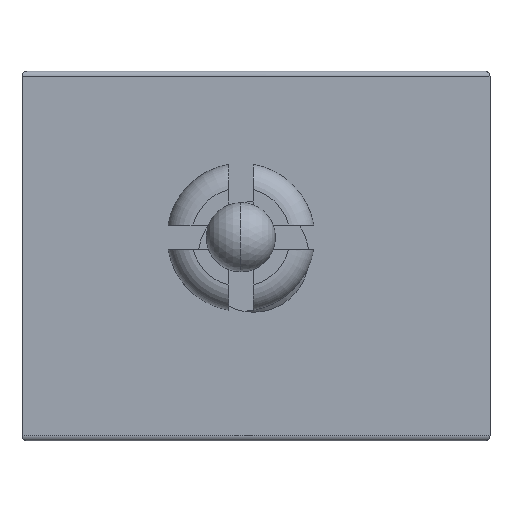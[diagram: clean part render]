
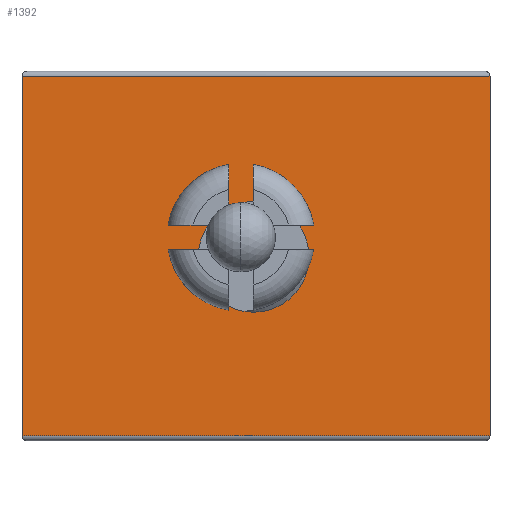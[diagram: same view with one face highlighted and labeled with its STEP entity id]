
A CAD part, front view. The second image highlights one B-rep face of the part: STEP entity #1392.
In plain terms, the highlighted planar face has unit normal (0, -1, 0).
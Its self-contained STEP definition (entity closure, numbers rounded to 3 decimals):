
#17 = EDGE_CURVE ( 'NONE', #461, #2625, #2371, .T. ) ;
#151 = CARTESIAN_POINT ( 'NONE',  ( 9.5, 0., 0. ) ) ;
#202 = VERTEX_POINT ( 'NONE', #1123 ) ;
#224 = VERTEX_POINT ( 'NONE', #720 ) ;
#452 = CARTESIAN_POINT ( 'NONE',  ( 0., 0., -7.3 ) ) ;
#461 = VERTEX_POINT ( 'NONE', #2670 ) ;
#504 = CARTESIAN_POINT ( 'NONE',  ( -9.5, 0., 0. ) ) ;
#513 = DIRECTION ( 'NONE',  ( -1., 0., 0. ) ) ;
#523 = AXIS2_PLACEMENT_3D ( 'NONE', #2341, #2323, #622 ) ;
#622 = DIRECTION ( 'NONE',  ( 0., 0., -1. ) ) ;
#695 = LINE ( 'NONE', #452, #1458 ) ;
#720 = CARTESIAN_POINT ( 'NONE',  ( -0.098, 0., 2.217 ) ) ;
#801 = DIRECTION ( 'NONE',  ( 0., 1., 0. ) ) ;
#870 = CIRCLE ( 'NONE', #2103, 2.25 ) ;
#891 = DIRECTION ( 'NONE',  ( 0., 0., 1. ) ) ;
#904 = EDGE_CURVE ( 'NONE', #202, #461, #695, .T. ) ;
#1123 = CARTESIAN_POINT ( 'NONE',  ( -9.5, 0., -7.3 ) ) ;
#1207 = ORIENTED_EDGE ( 'NONE', *, *, #2931, .T. ) ;
#1309 = ORIENTED_EDGE ( 'NONE', *, *, #1884, .T. ) ;
#1341 = CARTESIAN_POINT ( 'NONE',  ( -0.098, 0., -0.033 ) ) ;
#1367 = EDGE_CURVE ( 'NONE', #224, #2652, #3156, .T. ) ;
#1392 = ADVANCED_FACE ( 'NONE', ( #1801, #3088 ), #1588, .T. ) ;
#1430 = VECTOR ( 'NONE', #513, 1000. ) ;
#1458 = VECTOR ( 'NONE', #1680, 1000. ) ;
#1486 = DIRECTION ( 'NONE',  ( 0., 0., -1. ) ) ;
#1497 = AXIS2_PLACEMENT_3D ( 'NONE', #1341, #2826, #3017 ) ;
#1501 = LINE ( 'NONE', #504, #3034 ) ;
#1532 = CARTESIAN_POINT ( 'NONE',  ( 9.5, 0., 7.3 ) ) ;
#1588 = PLANE ( 'NONE',  #523 ) ;
#1680 = DIRECTION ( 'NONE',  ( 1., 0., 0. ) ) ;
#1706 = EDGE_CURVE ( 'NONE', #2652, #224, #870, .T. ) ;
#1722 = EDGE_LOOP ( 'NONE', ( #2978, #1309, #1207, #2256 ) ) ;
#1748 = CARTESIAN_POINT ( 'NONE',  ( -0.098, 0., -2.283 ) ) ;
#1801 = FACE_BOUND ( 'NONE', #2201, .T. ) ;
#1832 = ORIENTED_EDGE ( 'NONE', *, *, #1706, .T. ) ;
#1884 = EDGE_CURVE ( 'NONE', #2625, #2530, #2496, .T. ) ;
#2040 = CARTESIAN_POINT ( 'NONE',  ( -0.098, 0., -0.033 ) ) ;
#2103 = AXIS2_PLACEMENT_3D ( 'NONE', #2040, #801, #2277 ) ;
#2201 = EDGE_LOOP ( 'NONE', ( #1832, #3028 ) ) ;
#2256 = ORIENTED_EDGE ( 'NONE', *, *, #904, .T. ) ;
#2277 = DIRECTION ( 'NONE',  ( 0., 0., -1. ) ) ;
#2323 = DIRECTION ( 'NONE',  ( 0., -1., 0. ) ) ;
#2341 = CARTESIAN_POINT ( 'NONE',  ( 0., 0., 0. ) ) ;
#2371 = LINE ( 'NONE', #151, #3062 ) ;
#2451 = CARTESIAN_POINT ( 'NONE',  ( -9.5, 0., 7.3 ) ) ;
#2496 = LINE ( 'NONE', #3014, #1430 ) ;
#2530 = VERTEX_POINT ( 'NONE', #2451 ) ;
#2625 = VERTEX_POINT ( 'NONE', #1532 ) ;
#2652 = VERTEX_POINT ( 'NONE', #1748 ) ;
#2670 = CARTESIAN_POINT ( 'NONE',  ( 9.5, 0., -7.3 ) ) ;
#2826 = DIRECTION ( 'NONE',  ( 0., 1., 0. ) ) ;
#2931 = EDGE_CURVE ( 'NONE', #2530, #202, #1501, .T. ) ;
#2978 = ORIENTED_EDGE ( 'NONE', *, *, #17, .T. ) ;
#3014 = CARTESIAN_POINT ( 'NONE',  ( 0., 0., 7.3 ) ) ;
#3017 = DIRECTION ( 'NONE',  ( 0., 0., -1. ) ) ;
#3028 = ORIENTED_EDGE ( 'NONE', *, *, #1367, .T. ) ;
#3034 = VECTOR ( 'NONE', #1486, 1000. ) ;
#3062 = VECTOR ( 'NONE', #891, 1000. ) ;
#3088 = FACE_OUTER_BOUND ( 'NONE', #1722, .T. ) ;
#3156 = CIRCLE ( 'NONE', #1497, 2.25 ) ;
